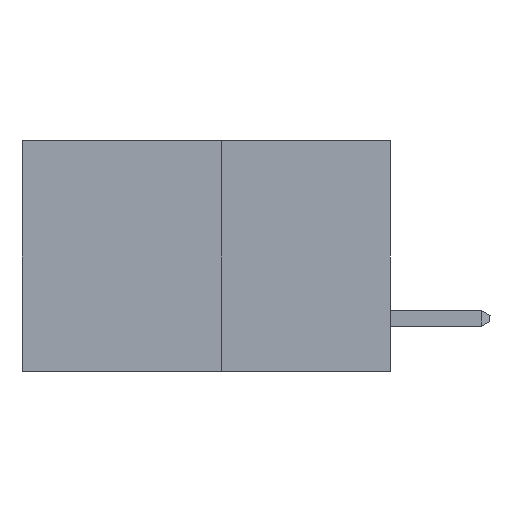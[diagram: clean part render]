
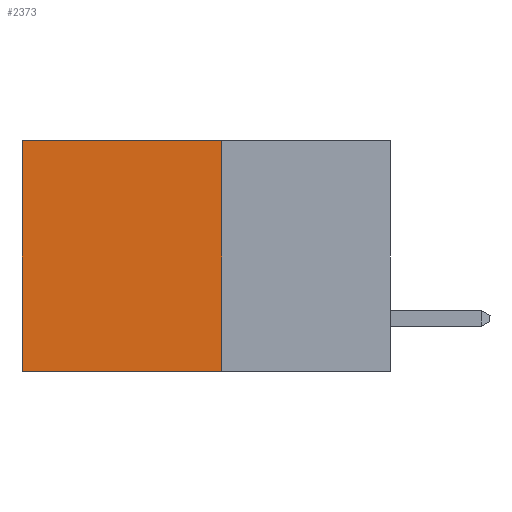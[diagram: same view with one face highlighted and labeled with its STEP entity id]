
A CAD part, left-side view. The second image highlights one B-rep face of the part: STEP entity #2373.
In plain terms, the highlighted planar face has unit normal (-1, 0, 0).
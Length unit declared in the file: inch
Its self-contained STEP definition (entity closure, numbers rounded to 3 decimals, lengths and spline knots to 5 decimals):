
#924 = LINE ( 'NONE', #5255, #9087 ) ;
#993 = VECTOR ( 'NONE', #9050, 39.37008 ) ;
#1055 = EDGE_CURVE ( 'NONE', #8804, #6473, #2243, .T. ) ;
#1272 = CARTESIAN_POINT ( 'NONE',  ( 0.277, 0.59, 0. ) ) ;
#1891 = CARTESIAN_POINT ( 'NONE',  ( 0.277, 0.27, -0.37 ) ) ;
#1898 = CARTESIAN_POINT ( 'NONE',  ( 0.277, 0.27, -0.37 ) ) ;
#2243 = LINE ( 'NONE', #5521, #5852 ) ;
#2373 = ADVANCED_FACE ( 'NONE', ( #5845 ), #6913, .F. ) ;
#2482 = CARTESIAN_POINT ( 'NONE',  ( 0.277, 0.27, -0.37 ) ) ;
#2809 = EDGE_CURVE ( 'NONE', #6185, #5092, #9159, .T. ) ;
#3065 = DIRECTION ( 'NONE',  ( 0., 0., -1. ) ) ;
#3908 = DIRECTION ( 'NONE',  ( 0., 0., -1. ) ) ;
#4030 = AXIS2_PLACEMENT_3D ( 'NONE', #1898, #8831, #8725 ) ;
#4399 = ORIENTED_EDGE ( 'NONE', *, *, #1055, .T. ) ;
#4855 = ORIENTED_EDGE ( 'NONE', *, *, #6620, .T. ) ;
#5002 = ORIENTED_EDGE ( 'NONE', *, *, #5716, .F. ) ;
#5092 = VERTEX_POINT ( 'NONE', #7786 ) ;
#5206 = EDGE_LOOP ( 'NONE', ( #4855, #5986, #5002, #4399 ) ) ;
#5255 = CARTESIAN_POINT ( 'NONE',  ( 0.277, 0.59, -0.37 ) ) ;
#5312 = LINE ( 'NONE', #2482, #9335 ) ;
#5521 = CARTESIAN_POINT ( 'NONE',  ( 0.277, 0.27, 0. ) ) ;
#5552 = CARTESIAN_POINT ( 'NONE',  ( 0.277, 0.27, 0. ) ) ;
#5716 = EDGE_CURVE ( 'NONE', #8804, #6185, #5312, .T. ) ;
#5845 = FACE_OUTER_BOUND ( 'NONE', #5206, .T. ) ;
#5852 = VECTOR ( 'NONE', #8738, 39.37008 ) ;
#5986 = ORIENTED_EDGE ( 'NONE', *, *, #2809, .F. ) ;
#6185 = VERTEX_POINT ( 'NONE', #1891 ) ;
#6473 = VERTEX_POINT ( 'NONE', #1272 ) ;
#6620 = EDGE_CURVE ( 'NONE', #6473, #5092, #924, .T. ) ;
#6913 = PLANE ( 'NONE',  #4030 ) ;
#7786 = CARTESIAN_POINT ( 'NONE',  ( 0.277, 0.59, -0.37 ) ) ;
#8725 = DIRECTION ( 'NONE',  ( 0., 0., -1. ) ) ;
#8738 = DIRECTION ( 'NONE',  ( 0., 1., 0. ) ) ;
#8804 = VERTEX_POINT ( 'NONE', #5552 ) ;
#8831 = DIRECTION ( 'NONE',  ( 1., 0., 0. ) ) ;
#9028 = CARTESIAN_POINT ( 'NONE',  ( 0.277, 0.27, -0.37 ) ) ;
#9050 = DIRECTION ( 'NONE',  ( 0., 1., 0. ) ) ;
#9087 = VECTOR ( 'NONE', #3065, 39.37008 ) ;
#9159 = LINE ( 'NONE', #9028, #993 ) ;
#9335 = VECTOR ( 'NONE', #3908, 39.37008 ) ;
